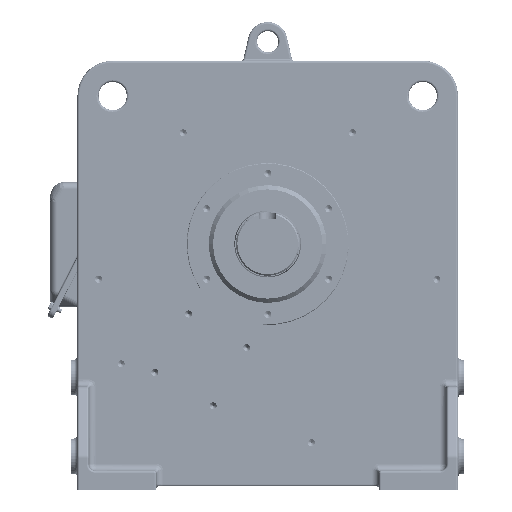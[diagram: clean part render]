
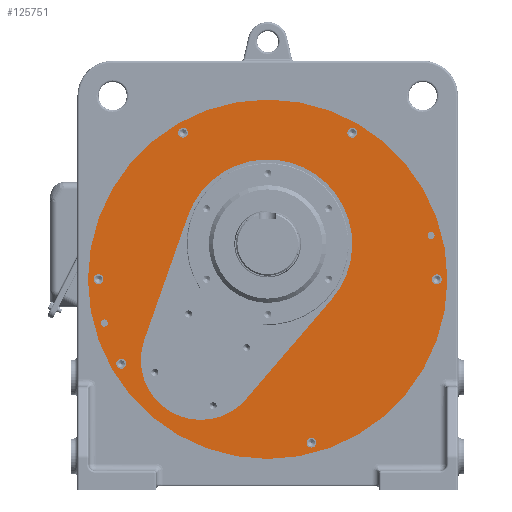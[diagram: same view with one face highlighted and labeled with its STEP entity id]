
A CAD part, front view. The second image highlights one B-rep face of the part: STEP entity #125751.
In plain terms, the highlighted face is planar.
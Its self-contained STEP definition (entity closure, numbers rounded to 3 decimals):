
#5521=CIRCLE('',#133704,255.);
#5523=CIRCLE('',#133707,7.);
#5525=CIRCLE('',#133710,7.);
#5527=CIRCLE('',#133713,7.);
#5529=CIRCLE('',#133716,7.);
#5531=CIRCLE('',#133719,7.);
#5533=CIRCLE('',#133722,7.);
#5535=CIRCLE('',#133725,5.053);
#5536=CIRCLE('',#133726,5.053);
#5537=CIRCLE('',#133727,120.);
#5538=CIRCLE('',#133728,85.);
#16243=ORIENTED_EDGE('',*,*,#54514,.F.);
#16244=ORIENTED_EDGE('',*,*,#54515,.F.);
#16245=ORIENTED_EDGE('',*,*,#54512,.T.);
#16246=ORIENTED_EDGE('',*,*,#54510,.T.);
#16247=ORIENTED_EDGE('',*,*,#54508,.T.);
#16248=ORIENTED_EDGE('',*,*,#54506,.T.);
#16249=ORIENTED_EDGE('',*,*,#54504,.T.);
#16250=ORIENTED_EDGE('',*,*,#54502,.T.);
#16251=ORIENTED_EDGE('',*,*,#54516,.T.);
#16252=ORIENTED_EDGE('',*,*,#54517,.T.);
#16253=ORIENTED_EDGE('',*,*,#54518,.T.);
#16254=ORIENTED_EDGE('',*,*,#54519,.T.);
#16255=ORIENTED_EDGE('',*,*,#54500,.F.);
#54500=EDGE_CURVE('',#73754,#73754,#5521,.T.);
#54502=EDGE_CURVE('',#73756,#73756,#5523,.T.);
#54504=EDGE_CURVE('',#73758,#73758,#5525,.T.);
#54506=EDGE_CURVE('',#73760,#73760,#5527,.T.);
#54508=EDGE_CURVE('',#73762,#73762,#5529,.T.);
#54510=EDGE_CURVE('',#73764,#73764,#5531,.T.);
#54512=EDGE_CURVE('',#73766,#73766,#5533,.T.);
#54514=EDGE_CURVE('',#73768,#73768,#5535,.T.);
#54515=EDGE_CURVE('',#73769,#73769,#5536,.T.);
#54516=EDGE_CURVE('',#73770,#73771,#86029,.T.);
#54517=EDGE_CURVE('',#73771,#73772,#5537,.T.);
#54518=EDGE_CURVE('',#73772,#73773,#86030,.T.);
#54519=EDGE_CURVE('',#73773,#73770,#5538,.T.);
#73754=VERTEX_POINT('',#185717);
#73756=VERTEX_POINT('',#185722);
#73758=VERTEX_POINT('',#185727);
#73760=VERTEX_POINT('',#185732);
#73762=VERTEX_POINT('',#185737);
#73764=VERTEX_POINT('',#185742);
#73766=VERTEX_POINT('',#185747);
#73768=VERTEX_POINT('',#185752);
#73769=VERTEX_POINT('',#185754);
#73770=VERTEX_POINT('',#185756);
#73771=VERTEX_POINT('',#185757);
#73772=VERTEX_POINT('',#185759);
#73773=VERTEX_POINT('',#185761);
#86029=LINE('',#185755,#95860);
#86030=LINE('',#185760,#95861);
#95860=VECTOR('',#148468,1000.);
#95861=VECTOR('',#148471,1000.);
#105921=EDGE_LOOP('',(#16243));
#105922=EDGE_LOOP('',(#16244));
#105923=EDGE_LOOP('',(#16245));
#105924=EDGE_LOOP('',(#16246));
#105925=EDGE_LOOP('',(#16247));
#105926=EDGE_LOOP('',(#16248));
#105927=EDGE_LOOP('',(#16249));
#105928=EDGE_LOOP('',(#16250));
#105929=EDGE_LOOP('',(#16251,#16252,#16253,#16254));
#105930=EDGE_LOOP('',(#16255));
#114654=FACE_BOUND('',#105921,.T.);
#114655=FACE_BOUND('',#105922,.T.);
#114656=FACE_BOUND('',#105923,.T.);
#114657=FACE_BOUND('',#105924,.T.);
#114658=FACE_BOUND('',#105925,.T.);
#114659=FACE_BOUND('',#105926,.T.);
#114660=FACE_BOUND('',#105927,.T.);
#114661=FACE_BOUND('',#105928,.T.);
#114662=FACE_BOUND('',#105929,.T.);
#114663=FACE_BOUND('',#105930,.T.);
#122949=PLANE('',#133724);
#125751=ADVANCED_FACE('',(#114654,#114655,#114656,#114657,#114658,#114659,
#114660,#114661,#114662,#114663),#122949,.F.);
#133704=AXIS2_PLACEMENT_3D('',#185716,#148422,#148423);
#133707=AXIS2_PLACEMENT_3D('',#185721,#148428,#148429);
#133710=AXIS2_PLACEMENT_3D('',#185726,#148434,#148435);
#133713=AXIS2_PLACEMENT_3D('',#185731,#148440,#148441);
#133716=AXIS2_PLACEMENT_3D('',#185736,#148446,#148447);
#133719=AXIS2_PLACEMENT_3D('',#185741,#148452,#148453);
#133722=AXIS2_PLACEMENT_3D('',#185746,#148458,#148459);
#133724=AXIS2_PLACEMENT_3D('',#185750,#148462,#148463);
#133725=AXIS2_PLACEMENT_3D('',#185751,#148464,#148465);
#133726=AXIS2_PLACEMENT_3D('',#185753,#148466,#148467);
#133727=AXIS2_PLACEMENT_3D('',#185758,#148469,#148470);
#133728=AXIS2_PLACEMENT_3D('',#185762,#148472,#148473);
#148422=DIRECTION('',(0.,0.,-1.));
#148423=DIRECTION('',(1.,0.,0.));
#148428=DIRECTION('',(0.,0.,-1.));
#148429=DIRECTION('',(-1.,0.,0.));
#148434=DIRECTION('',(0.,0.,-1.));
#148435=DIRECTION('',(-1.,0.,0.));
#148440=DIRECTION('',(0.,0.,-1.));
#148441=DIRECTION('',(-1.,0.,0.));
#148446=DIRECTION('',(0.,0.,-1.));
#148447=DIRECTION('',(-1.,0.,0.));
#148452=DIRECTION('',(0.,0.,-1.));
#148453=DIRECTION('',(-1.,0.,0.));
#148458=DIRECTION('',(0.,0.,-1.));
#148459=DIRECTION('',(-1.,0.,0.));
#148462=DIRECTION('',(0.,0.,-1.));
#148463=DIRECTION('',(-1.,0.,0.));
#148464=DIRECTION('',(0.,0.,1.));
#148465=DIRECTION('',(-1.,0.,0.));
#148466=DIRECTION('',(0.,0.,1.));
#148467=DIRECTION('',(-1.,0.,0.));
#148468=DIRECTION('',(-0.332,-0.943,0.));
#148469=DIRECTION('',(0.,0.,-1.));
#148470=DIRECTION('',(1.,0.,0.));
#148471=DIRECTION('',(0.651,0.759,0.));
#148472=DIRECTION('',(0.,0.,-1.));
#148473=DIRECTION('',(-1.,0.,0.));
#185716=CARTESIAN_POINT('',(0.,0.,0.));
#185717=CARTESIAN_POINT('',(255.,0.,0.));
#185721=CARTESIAN_POINT('',(240.,0.,0.));
#185722=CARTESIAN_POINT('',(233.,0.,0.));
#185726=CARTESIAN_POINT('',(-240.,0.,0.));
#185727=CARTESIAN_POINT('',(-247.,0.,0.));
#185731=CARTESIAN_POINT('',(120.,-207.846,0.));
#185732=CARTESIAN_POINT('',(113.,-207.846,0.));
#185736=CARTESIAN_POINT('',(207.846,120.,0.));
#185737=CARTESIAN_POINT('',(200.846,120.,0.));
#185741=CARTESIAN_POINT('',(-62.117,231.822,0.));
#185742=CARTESIAN_POINT('',(-69.117,231.822,0.));
#185746=CARTESIAN_POINT('',(-120.,-207.846,0.));
#185747=CARTESIAN_POINT('',(-127.,-207.846,0.));
#185750=CARTESIAN_POINT('',(0.,0.,0.));
#185751=CARTESIAN_POINT('',(231.822,62.117,0.));
#185752=CARTESIAN_POINT('',(226.769,62.117,0.));
#185753=CARTESIAN_POINT('',(-231.822,-62.117,0.));
#185754=CARTESIAN_POINT('',(-236.875,-62.117,0.));
#185755=CARTESIAN_POINT('',(113.197,-89.829,0.));
#185756=CARTESIAN_POINT('',(175.179,86.328,0.));
#185757=CARTESIAN_POINT('',(113.197,-89.829,0.));
#185758=CARTESIAN_POINT('',(0.,-50.,0.));
#185759=CARTESIAN_POINT('',(-91.092,28.117,0.));
#185760=CARTESIAN_POINT('',(-91.092,28.117,0.));
#185761=CARTESIAN_POINT('',(30.474,169.873,0.));
#185762=CARTESIAN_POINT('',(94.997,114.54,0.));
